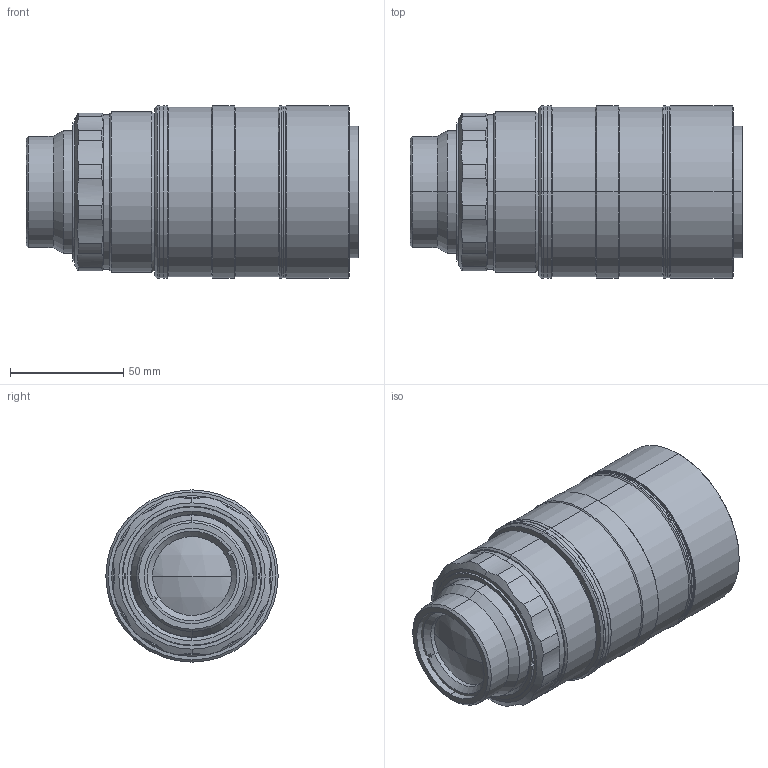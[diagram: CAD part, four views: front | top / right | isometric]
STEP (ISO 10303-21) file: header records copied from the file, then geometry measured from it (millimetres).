
FILE_DESCRIPTION (( 'STEP AP203' ), '1' );
FILE_NAME ('DP29256-B_MC12K050X-K.step', '2021-12-23T14:49:06', ( '' ), ( '' ), 'SwSTEP 2.0', 'SolidWorks 2021', '' );
FILE_SCHEMA (( 'CONFIG_CONTROL_DESIGN' ));
Length unit declared in the file: millimetre
Products named in the file (1): DP29256-B_MC12K050X-K
Bounding box: 146.53 x 76 x 76 mm (x, y, z)
Surface area: 68344.6 mm2 (no closed solid volume)
Topology: 0 solids, 16 shells, 138 faces, 361 edges, 239 vertices
Faces by surface type: cylinder 73, cone 34, plane 29, sphere 2
Entity records: 4684 total; most frequent: CARTESIAN_POINT 1161, DIRECTION 779, ORIENTED_EDGE 633, EDGE_CURVE 361, AXIS2_PLACEMENT_3D 321, VERTEX_POINT 239, CIRCLE 182, EDGE_LOOP 160
